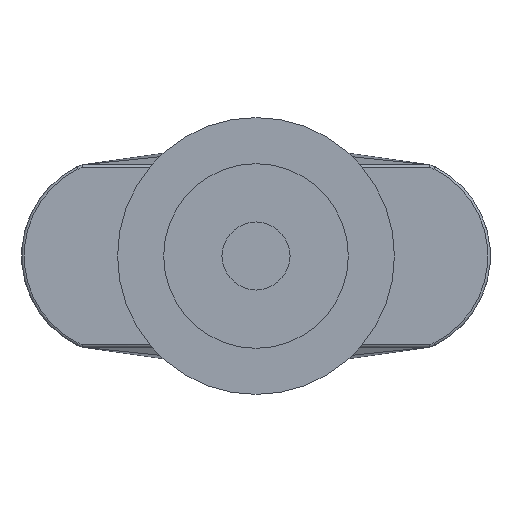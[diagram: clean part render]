
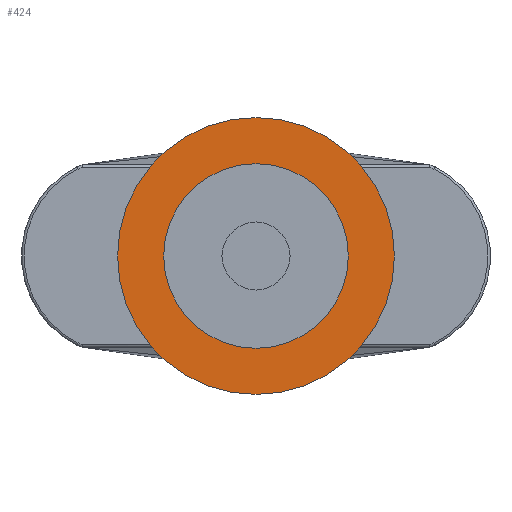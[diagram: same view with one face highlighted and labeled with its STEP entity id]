
A CAD part, front view. The second image highlights one B-rep face of the part: STEP entity #424.
In plain terms, the highlighted planar face has unit normal (0, -1, 0).
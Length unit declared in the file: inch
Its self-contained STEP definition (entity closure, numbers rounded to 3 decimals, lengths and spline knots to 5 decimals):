
#25 = EDGE_LOOP ( 'NONE', ( #3743, #4823 ) ) ;
#41 = FACE_OUTER_BOUND ( 'NONE', #5280, .T. ) ;
#101 = DIRECTION ( 'NONE',  ( -1., 0., 0. ) ) ;
#103 = AXIS2_PLACEMENT_3D ( 'NONE', #2709, #4154, #913 ) ;
#160 = CARTESIAN_POINT ( 'NONE',  ( -0.38, -1.27748, 0. ) ) ;
#171 = CARTESIAN_POINT ( 'NONE',  ( 0., -1.27748, 0. ) ) ;
#324 = CIRCLE ( 'NONE', #396, 0.57 ) ;
#396 = AXIS2_PLACEMENT_3D ( 'NONE', #171, #1083, #101 ) ;
#424 = ADVANCED_FACE ( 'NONE', ( #2596, #41 ), #3310, .T. ) ;
#811 = DIRECTION ( 'NONE',  ( -1., 0., 0. ) ) ;
#913 = DIRECTION ( 'NONE',  ( -1., 0., 0. ) ) ;
#1004 = EDGE_CURVE ( 'NONE', #1423, #4188, #324, .T. ) ;
#1066 = CIRCLE ( 'NONE', #4481, 0.38 ) ;
#1083 = DIRECTION ( 'NONE',  ( 0., 1., 0. ) ) ;
#1261 = AXIS2_PLACEMENT_3D ( 'NONE', #2633, #4933, #811 ) ;
#1423 = VERTEX_POINT ( 'NONE', #1822 ) ;
#1493 = DIRECTION ( 'NONE',  ( 1., 0., 0. ) ) ;
#1502 = CIRCLE ( 'NONE', #1261, 0.38 ) ;
#1545 = VERTEX_POINT ( 'NONE', #5897 ) ;
#1822 = CARTESIAN_POINT ( 'NONE',  ( -0.57, -1.27748, 0. ) ) ;
#1976 = AXIS2_PLACEMENT_3D ( 'NONE', #160, #4237, #1493 ) ;
#2105 = CARTESIAN_POINT ( 'NONE',  ( 0.57, -1.27748, 0. ) ) ;
#2193 = EDGE_CURVE ( 'NONE', #4188, #1423, #3807, .T. ) ;
#2448 = VERTEX_POINT ( 'NONE', #4750 ) ;
#2596 = FACE_BOUND ( 'NONE', #25, .T. ) ;
#2633 = CARTESIAN_POINT ( 'NONE',  ( 0., -1.27748, 0. ) ) ;
#2673 = CARTESIAN_POINT ( 'NONE',  ( 0., -1.27748, 0. ) ) ;
#2709 = CARTESIAN_POINT ( 'NONE',  ( 0., -1.27748, 0. ) ) ;
#3310 = PLANE ( 'NONE',  #1976 ) ;
#3743 = ORIENTED_EDGE ( 'NONE', *, *, #4749, .T. ) ;
#3807 = CIRCLE ( 'NONE', #103, 0.57 ) ;
#3812 = ORIENTED_EDGE ( 'NONE', *, *, #2193, .F. ) ;
#4110 = EDGE_CURVE ( 'NONE', #1545, #2448, #1502, .T. ) ;
#4154 = DIRECTION ( 'NONE',  ( 0., 1., 0. ) ) ;
#4188 = VERTEX_POINT ( 'NONE', #2105 ) ;
#4237 = DIRECTION ( 'NONE',  ( 0., -1., 0. ) ) ;
#4463 = ORIENTED_EDGE ( 'NONE', *, *, #1004, .F. ) ;
#4481 = AXIS2_PLACEMENT_3D ( 'NONE', #2673, #4520, #5418 ) ;
#4520 = DIRECTION ( 'NONE',  ( 0., 1., 0. ) ) ;
#4749 = EDGE_CURVE ( 'NONE', #2448, #1545, #1066, .T. ) ;
#4750 = CARTESIAN_POINT ( 'NONE',  ( -0.38, -1.27748, 0. ) ) ;
#4823 = ORIENTED_EDGE ( 'NONE', *, *, #4110, .T. ) ;
#4933 = DIRECTION ( 'NONE',  ( 0., 1., 0. ) ) ;
#5280 = EDGE_LOOP ( 'NONE', ( #4463, #3812 ) ) ;
#5418 = DIRECTION ( 'NONE',  ( -1., 0., 0. ) ) ;
#5897 = CARTESIAN_POINT ( 'NONE',  ( 0.38, -1.27748, 0. ) ) ;
